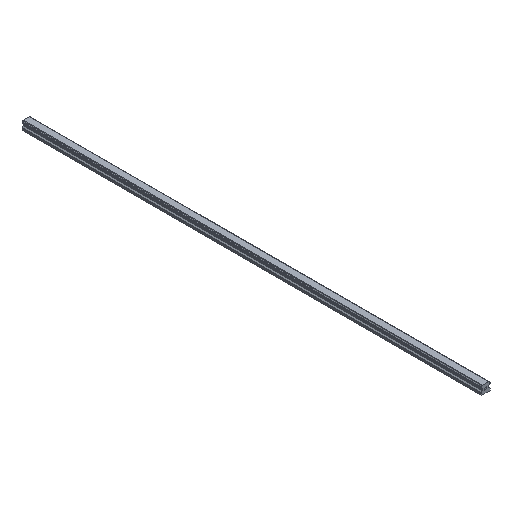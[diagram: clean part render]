
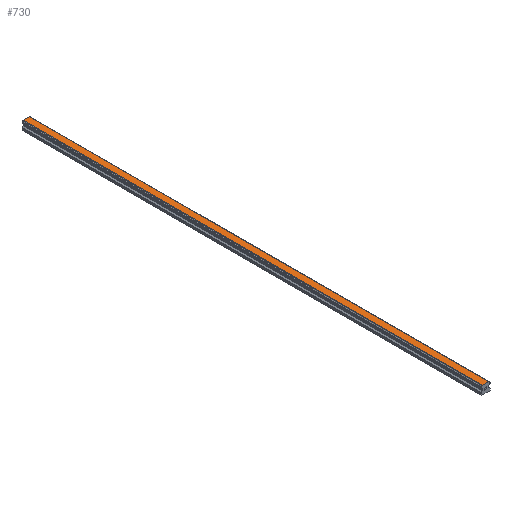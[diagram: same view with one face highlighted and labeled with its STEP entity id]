
A CAD part, isometric view. The second image highlights one B-rep face of the part: STEP entity #730.
In plain terms, the highlighted planar face has unit normal (0, 0, 1).
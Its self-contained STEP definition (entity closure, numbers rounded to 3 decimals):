
#730=ADVANCED_FACE('',(#1481),#1482,.T.);
#1481=FACE_OUTER_BOUND('',#2246,.T.);
#1482=PLANE('',#2247);
#2246=EDGE_LOOP('',(#4562,#4563,#4564,#4565));
#2247=AXIS2_PLACEMENT_3D('',#4566,#4567,#4568);
#4562=ORIENTED_EDGE('',*,*,#5307,.T.);
#4563=ORIENTED_EDGE('',*,*,#5675,.F.);
#4564=ORIENTED_EDGE('',*,*,#5171,.F.);
#4565=ORIENTED_EDGE('',*,*,#5673,.T.);
#4566=CARTESIAN_POINT('',(0.0,1190.0,22.));
#4567=DIRECTION('',(0.0,0.0,1.0));
#4568=DIRECTION('',(-1.0,0.0,-0.0));
#5171=EDGE_CURVE('',#6415,#6417,#6418,.T.);
#5307=EDGE_CURVE('',#6644,#6642,#6645,.T.);
#5673=EDGE_CURVE('',#6415,#6644,#7110,.T.);
#5675=EDGE_CURVE('',#6417,#6642,#7112,.T.);
#6415=VERTEX_POINT('',#8056);
#6417=VERTEX_POINT('',#8059);
#6418=LINE('',#8060,#8061);
#6642=VERTEX_POINT('',#8373);
#6644=VERTEX_POINT('',#8376);
#6645=LINE('',#8377,#8378);
#7110=LINE('',#8955,#8956);
#7112=LINE('',#8958,#8959);
#8056=CARTESIAN_POINT('',(-8.3,1190.0,22.));
#8059=CARTESIAN_POINT('',(8.3,1190.0,22.));
#8060=CARTESIAN_POINT('',(-8.3,1190.0,22.));
#8061=VECTOR('',#9624,1.0);
#8373=CARTESIAN_POINT('',(8.3,0.0,22.));
#8376=CARTESIAN_POINT('',(-8.3,0.0,22.));
#8377=CARTESIAN_POINT('',(-8.3,0.0,22.));
#8378=VECTOR('',#9780,1.0);
#8955=CARTESIAN_POINT('',(-8.3,1190.0,22.));
#8956=VECTOR('',#10286,1.0);
#8958=CARTESIAN_POINT('',(8.3,1190.0,22.));
#8959=VECTOR('',#10287,1.0);
#9624=DIRECTION('',(1.0,0.0,0.0));
#9780=DIRECTION('',(1.0,0.0,0.0));
#10286=DIRECTION('',(0.0,-1.0,0.0));
#10287=DIRECTION('',(0.0,-1.0,0.0));
